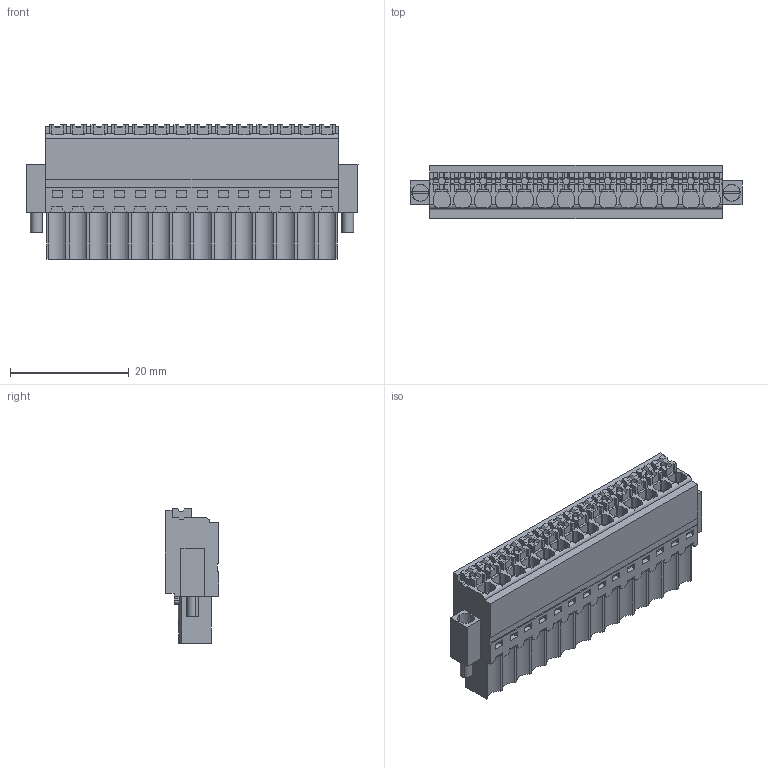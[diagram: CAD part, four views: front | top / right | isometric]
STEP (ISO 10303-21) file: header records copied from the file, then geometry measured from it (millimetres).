
FILE_DESCRIPTION(('CATIA V5R24 STEP','CAx-IF Rec.Pracs.--- Model Styling and Organization---1.2---2011-12-15'),'2;1');
FILE_NAME ('D1463134_0', '2018-03-16T12:42:41+00:00', ('Weidmueller Interface'), ('Weidmueller'), 'CATIA Version 5-6 Release 2014 SP4 HF52', 'CATIA V5 STEP AP214', 'none');
FILE_SCHEMA(('AUTOMOTIVE_DESIGN { 1 0 10303 214 1 1 1 1 }'));
Length unit declared in the file: millimetre
Products named in the file (1): 2537950000
Bounding box: 56 x 9 x 22.7 mm (x, y, z)
Volume: 7341.2 mm3; surface area: 6226.3 mm2
Topology: 17 solids, 17 shells, 1386 faces, 4162 edges, 2844 vertices
Faces by surface type: plane 1225, cylinder 161
Entity records: 44041 total; most frequent: CARTESIAN_POINT 8921, ORIENTED_EDGE 8324, DIRECTION 5624, EDGE_CURVE 4162, VECTOR 3524, LINE 3524, VERTEX_POINT 2844, EDGE_LOOP 1452
